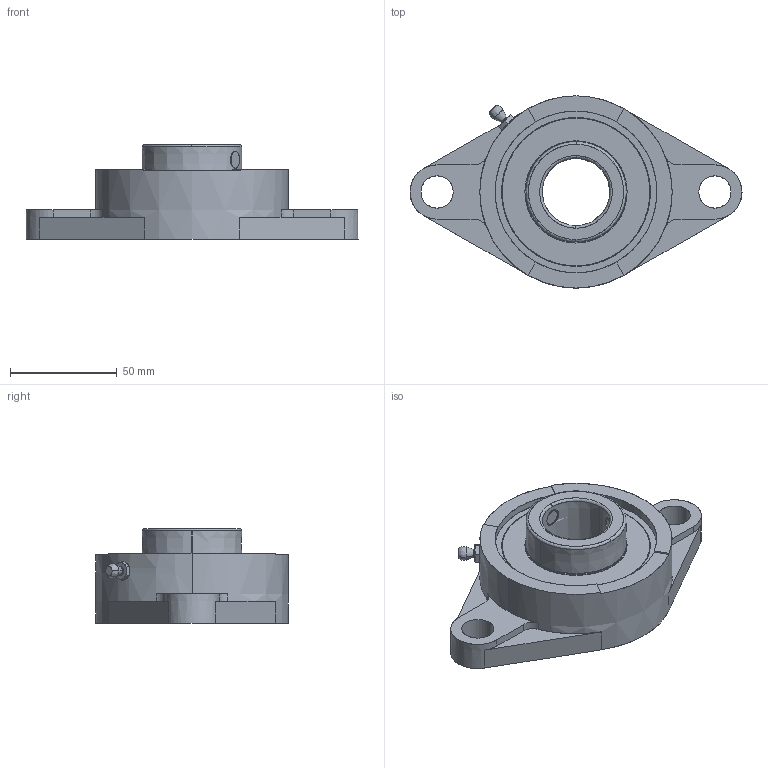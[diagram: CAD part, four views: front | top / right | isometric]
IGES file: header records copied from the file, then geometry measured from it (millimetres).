
Start section: SolidWorks IGES file using analytic representation for surfaces
Global section: file name: SFDEFAU0724172115795.igs; native system: SolidWorks 2017; preprocessor: SolidWorks 2017; author: partstream; date: 170724.172104; units: millimetre
Bounding box: 155.57 x 90.09 x 44.45 mm (x, y, z)
Surface area: 38956.2 mm2 (no closed solid volume)
Topology: 0 solids, 0 shells, 138 faces, 2932 edges, 2932 vertices
Faces by surface type: bspline 75, revolution 63
